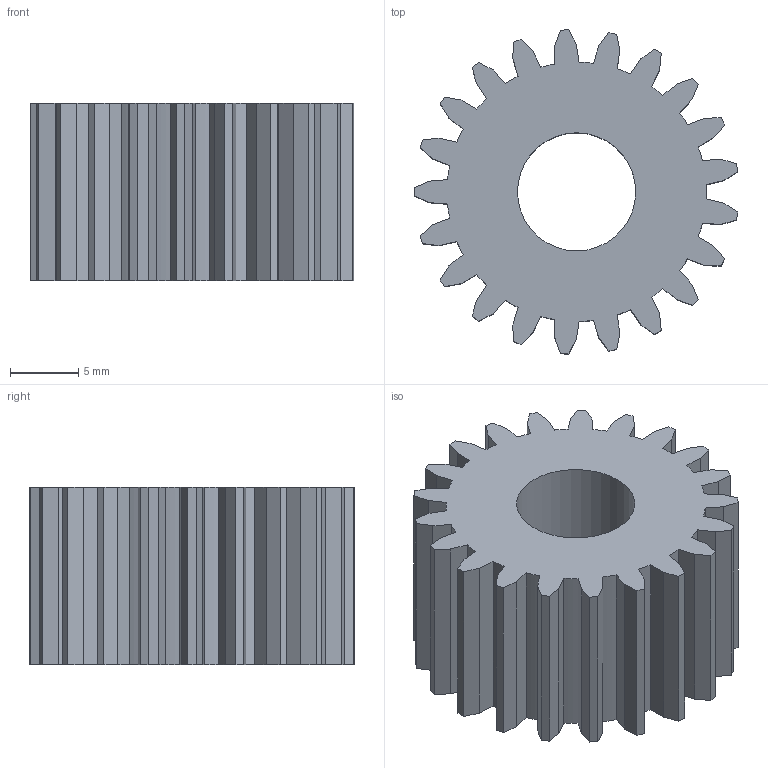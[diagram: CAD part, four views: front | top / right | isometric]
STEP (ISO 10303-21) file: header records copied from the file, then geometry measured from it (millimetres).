
FILE_DESCRIPTION(/* description */ (''),/* implementation_level */ '2;1');
FILE_NAME(/* name */ 'small-gear.stp',/* time_stamp */ '2024-04-29T10:01:46+01:00',/* author */ (''),/* organization */ (''),/* preprocessor_version */ 'ST-DEVELOPER v15.2',/* originating_system */ 'Autodesk Translator Framework v2.0.0.5431',/* authorisation */ '');
FILE_SCHEMA (('AUTOMOTIVE_DESIGN { 1 0 10303 214 3 1 1 }'));
Length unit declared in the file: centimetre
Products named in the file (1): c5-gearbox-cog1
Bounding box: 23.71 x 23.78 x 13 mm (x, y, z)
Volume: 3849.3 mm3; surface area: 2788.1 mm2
Topology: 1 solids, 1 shells, 129 faces, 381 edges, 254 vertices
Faces by surface type: plane 107, cylinder 22
Full cylindrical faces by diameter (mm): 8.66 x1
Entity records: 4269 total; most frequent: CARTESIAN_POINT 764, ORIENTED_EDGE 760, DIRECTION 684, EDGE_CURVE 380, LINE 336, VECTOR 336, VERTEX_POINT 254, AXIS2_PLACEMENT_3D 174
